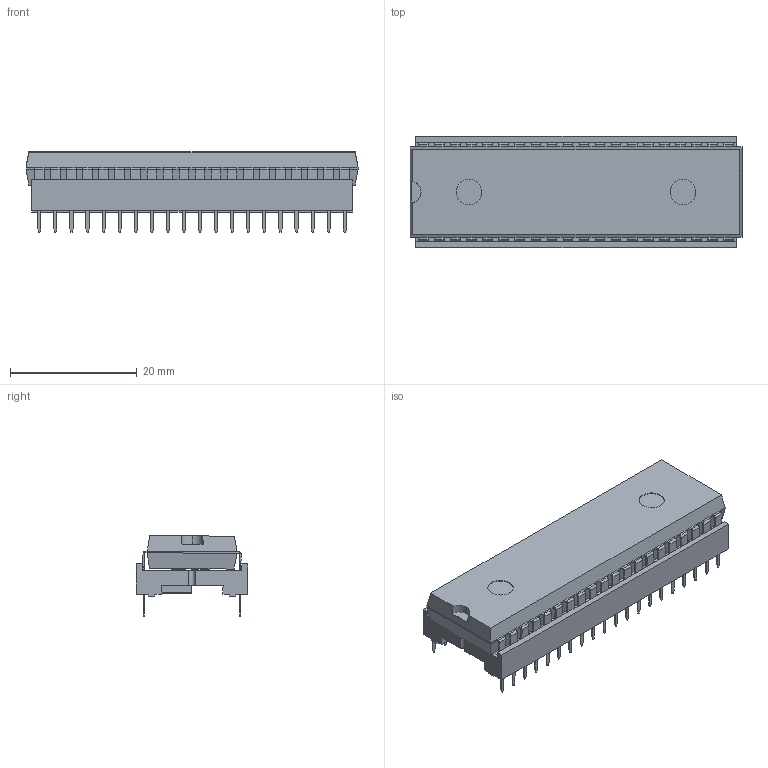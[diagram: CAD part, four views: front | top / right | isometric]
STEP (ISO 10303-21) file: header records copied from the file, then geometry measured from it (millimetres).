
FILE_DESCRIPTION(/* description */ (''),/* implementation_level */ '2;1');
FILE_NAME(/* name */ 'DIP40-~2',/* time_stamp */ '2018-02-21T10:44:01+03:00',/* author */ (''),/* organization */ (''),/* preprocessor_version */ 'ST-DEVELOPER v15',/* originating_system */ '',/* authorisation */ '');
FILE_SCHEMA (('AUTOMOTIVE_DESIGN'));
Length unit declared in the file: millimetre
Products named in the file (1): Document
Bounding box: 52.45 x 17.61 x 12.8 mm (x, y, z)
Volume: 3783.9 mm3; surface area: 5158 mm2
Topology: 1 solids, 2 shells, 1532 faces, 4151 edges, 2662 vertices
Faces by surface type: plane 1338, bspline 194
Entity records: 44991 total; most frequent: CARTESIAN_POINT 17247, ORIENTED_EDGE 8286, EDGE_CURVE 4151, B_SPLINE_CURVE_WITH_KNOTS 3875, VERTEX_POINT 2662, EDGE_LOOP 1581, ADVANCED_FACE 1532, FACE_OUTER_BOUND 1532
